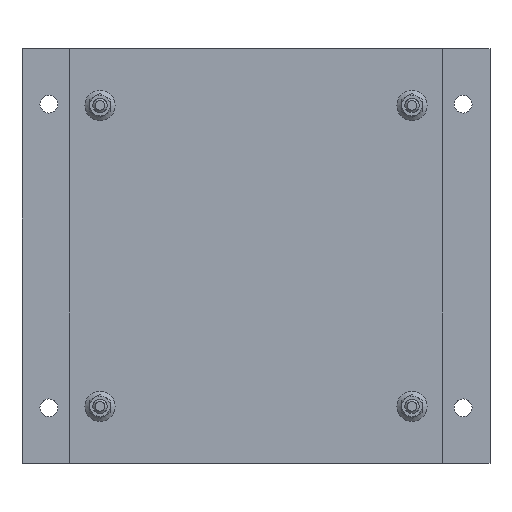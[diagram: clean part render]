
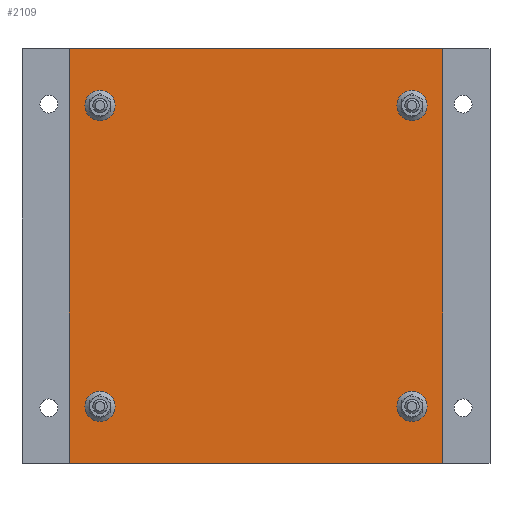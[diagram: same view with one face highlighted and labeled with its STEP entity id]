
A CAD part, top view. The second image highlights one B-rep face of the part: STEP entity #2109.
In plain terms, the highlighted planar face has unit normal (0, 0, 1).
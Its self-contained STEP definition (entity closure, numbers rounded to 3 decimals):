
#158=LINE('',#3298,#356);
#170=LINE('',#3323,#368);
#182=LINE('',#3345,#380);
#185=LINE('',#3349,#383);
#356=VECTOR('',#2779,1000.);
#368=VECTOR('',#2793,1000.);
#380=VECTOR('',#2811,1000.);
#383=VECTOR('',#2816,1000.);
#560=PLANE('',#2595);
#712=ORIENTED_EDGE('',*,*,#1209,.T.);
#713=ORIENTED_EDGE('',*,*,#1213,.T.);
#714=ORIENTED_EDGE('',*,*,#1226,.F.);
#715=ORIENTED_EDGE('',*,*,#1253,.F.);
#716=ORIENTED_EDGE('',*,*,#1238,.T.);
#717=ORIENTED_EDGE('',*,*,#1250,.T.);
#718=ORIENTED_EDGE('',*,*,#1215,.T.);
#719=ORIENTED_EDGE('',*,*,#1211,.T.);
#1209=EDGE_CURVE('',#1494,#1494,#1677,.T.);
#1211=EDGE_CURVE('',#1496,#1496,#1679,.T.);
#1213=EDGE_CURVE('',#1498,#1498,#1681,.T.);
#1215=EDGE_CURVE('',#1500,#1500,#1683,.T.);
#1226=EDGE_CURVE('',#1511,#1512,#158,.T.);
#1238=EDGE_CURVE('',#1524,#1523,#170,.T.);
#1250=EDGE_CURVE('',#1523,#1512,#182,.T.);
#1253=EDGE_CURVE('',#1524,#1511,#185,.T.);
#1494=VERTEX_POINT('',#3257);
#1496=VERTEX_POINT('',#3262);
#1498=VERTEX_POINT('',#3267);
#1500=VERTEX_POINT('',#3272);
#1511=VERTEX_POINT('',#3297);
#1512=VERTEX_POINT('',#3299);
#1523=VERTEX_POINT('',#3322);
#1524=VERTEX_POINT('',#3324);
#1677=CIRCLE('',#2566,5.1);
#1679=CIRCLE('',#2569,5.1);
#1681=CIRCLE('',#2572,5.1);
#1683=CIRCLE('',#2575,5.1);
#1743=EDGE_LOOP('',(#712));
#1744=EDGE_LOOP('',(#713));
#1745=EDGE_LOOP('',(#714,#715,#716,#717));
#1746=EDGE_LOOP('',(#718));
#1747=EDGE_LOOP('',(#719));
#1925=FACE_BOUND('',#1743,.T.);
#1926=FACE_BOUND('',#1744,.T.);
#1927=FACE_BOUND('',#1745,.T.);
#1928=FACE_BOUND('',#1746,.T.);
#1929=FACE_BOUND('',#1747,.T.);
#2109=ADVANCED_FACE('',(#1925,#1926,#1927,#1928,#1929),#560,.T.);
#2566=AXIS2_PLACEMENT_3D('',#3256,#2735,#2736);
#2569=AXIS2_PLACEMENT_3D('',#3261,#2741,#2742);
#2572=AXIS2_PLACEMENT_3D('',#3266,#2747,#2748);
#2575=AXIS2_PLACEMENT_3D('',#3271,#2753,#2754);
#2595=AXIS2_PLACEMENT_3D('',#3358,#2829,#2830);
#2735=DIRECTION('',(0.,0.,-1.));
#2736=DIRECTION('',(0.,1.,0.));
#2741=DIRECTION('',(0.,0.,-1.));
#2742=DIRECTION('',(0.,1.,0.));
#2747=DIRECTION('',(0.,0.,-1.));
#2748=DIRECTION('',(0.,1.,0.));
#2753=DIRECTION('',(0.,0.,-1.));
#2754=DIRECTION('',(0.,1.,0.));
#2779=DIRECTION('',(1.,0.,0.));
#2793=DIRECTION('',(1.,0.,0.));
#2811=DIRECTION('',(0.,1.,0.));
#2816=DIRECTION('',(0.,1.,0.));
#2829=DIRECTION('',(0.,0.,1.));
#2830=DIRECTION('',(1.,0.,0.));
#3256=CARTESIAN_POINT('',(113.,-109.,18.));
#3257=CARTESIAN_POINT('',(113.,-103.9,18.));
#3261=CARTESIAN_POINT('',(113.,109.,18.));
#3262=CARTESIAN_POINT('',(113.,114.1,18.));
#3266=CARTESIAN_POINT('',(-113.,109.,18.));
#3267=CARTESIAN_POINT('',(-113.,114.1,18.));
#3271=CARTESIAN_POINT('',(-113.,-109.,18.));
#3272=CARTESIAN_POINT('',(-113.,-103.9,18.));
#3297=CARTESIAN_POINT('',(-135.15,150.,18.));
#3298=CARTESIAN_POINT('',(130.15,150.,18.));
#3299=CARTESIAN_POINT('',(135.15,150.,18.));
#3322=CARTESIAN_POINT('',(135.15,-150.,18.));
#3323=CARTESIAN_POINT('',(130.15,-150.,18.));
#3324=CARTESIAN_POINT('',(-135.15,-150.,18.));
#3345=CARTESIAN_POINT('',(135.15,-150.,18.));
#3349=CARTESIAN_POINT('',(-135.15,-150.,18.));
#3358=CARTESIAN_POINT('',(130.15,-150.,18.));
